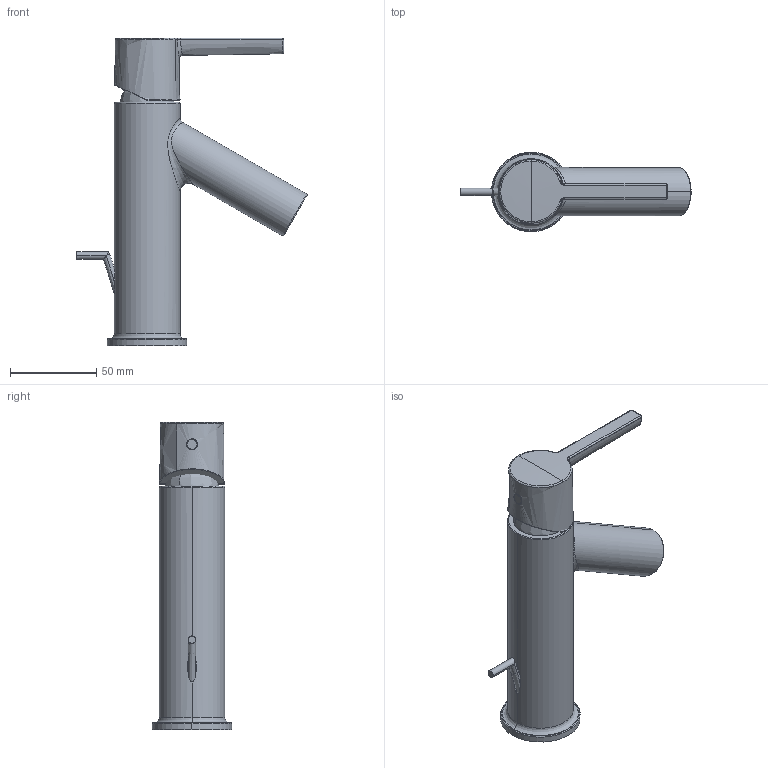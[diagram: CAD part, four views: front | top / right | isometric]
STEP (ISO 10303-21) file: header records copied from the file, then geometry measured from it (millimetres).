
FILE_DESCRIPTION(('CAx-IF Rec.Pracs.---Model Styling and Organization---1.2---2011-12-15','CAx-IF Rec.Pracs.---Geometric and Assembly Validation Properties---4.1---2014-06-16','CAx-IF Rec.Pracs.---PMI Polyline Presentation---2.0---2013-05-24'),'2;1');
FILE_NAME('1000109182_PPR_000.stp','2020-12-11T13:02:30+01:00',(''),(''),'STEP Interface 4.3 by CT CoreTechnologie','3D_Evolution4.3 by CT CoreTechnologie','');
FILE_SCHEMA(('AP203_CONFIGURATION_CONTROLLED_3D_DESIGN_OF_MECHANICAL_PARTS_AND_ASSEMBLIES_MIM_LF'));
Length unit declared in the file: millimetre
Products named in the file (8): P_2 AX Starck WTM HWB 180 Hebelgriff 1000109182_PPR_000_A1; P_2 GK_HWB Axor Starck Democratic 1000019952_PPA_000_A0; P_2 Rosette WTM Citterio Basic 1000105070_PPA_000_A1; P_2 Zugstange D4,3-R700 WTM AX Starck 1000086249_PPA_000_A0; P_2 Griff AXOR Starck Democratic 1000004438_PPA_000_A0; Griffstopfen WTM Uno Piccolo 1000000801_PPA_000_A0; P_2 Gewindering SR_Axor Starck Democrat. 1000003656_PPA_000_A0; P_2 SR_STD_SC_ 1000085261_PPA_000_A0
Assembly tree (7 placements, depth 2):
  P_2 AX Starck WTM HWB 180 Hebelgriff 1000109182_PPR_000_A1
    P_2 GK_HWB Axor Starck Democratic 1000019952_PPA_000_A0
    P_2 Rosette WTM Citterio Basic 1000105070_PPA_000_A1
    P_2 Zugstange D4,3-R700 WTM AX Starck 1000086249_PPA_000_A0
    P_2 Griff AXOR Starck Democratic 1000004438_PPA_000_A0
    Griffstopfen WTM Uno Piccolo 1000000801_PPA_000_A0
    P_2 Gewindering SR_Axor Starck Democrat. 1000003656_PPA_000_A0
    P_2 SR_STD_SC_ 1000085261_PPA_000_A0
Bounding box: 133.27 x 46 x 178 mm (x, y, z)
Volume: 253615.6 mm3; surface area: 44176.7 mm2
Topology: 7 solids, 7 shells, 1028 faces, 2730 edges, 1714 vertices
Faces by surface type: plane 465, cylinder 348, bspline 215
Entity records: 54986 total; most frequent: CARTESIAN_POINT 18342, ORIENTED_EDGE 5454, DIRECTION 5262, EDGE_CURVE 2727, AXIS2_PLACEMENT_3D 1856, VERTEX_POINT 1714, VECTOR 1550, LINE 1550
